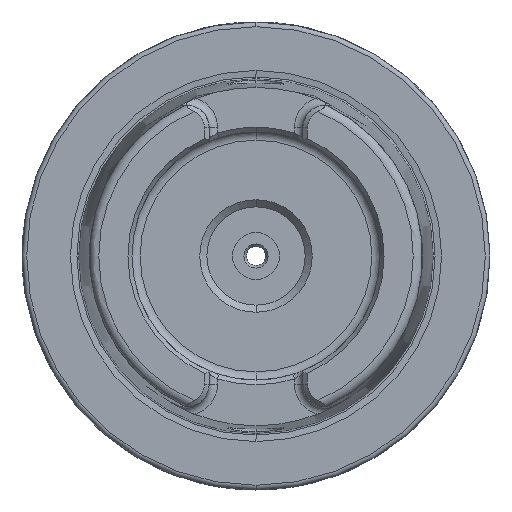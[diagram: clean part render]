
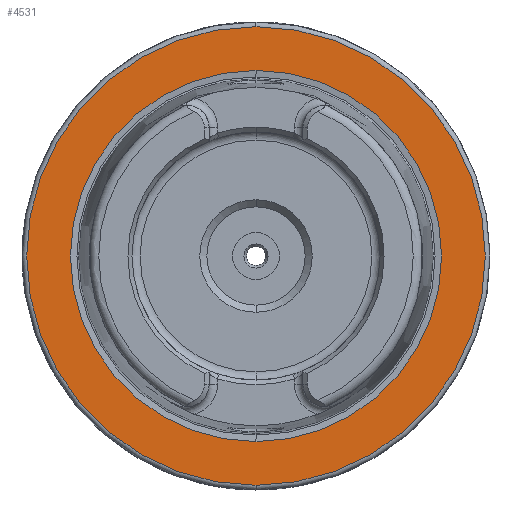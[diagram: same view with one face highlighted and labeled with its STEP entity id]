
A CAD part, left-side view. The second image highlights one B-rep face of the part: STEP entity #4531.
In plain terms, the highlighted planar face has unit normal (-1, 0, 0).
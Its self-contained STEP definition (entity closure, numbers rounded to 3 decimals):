
#43 = CIRCLE ( 'NONE', #6786, 39.647 ) ;
#214 = DIRECTION ( 'NONE',  ( 0., 0., -1. ) ) ;
#369 = DIRECTION ( 'NONE',  ( 1., 0., 0. ) ) ;
#1123 = CARTESIAN_POINT ( 'NONE',  ( 0.05, 39.647, 0. ) ) ;
#1219 = CARTESIAN_POINT ( 'NONE',  ( 0.05, 0., -39.647 ) ) ;
#1249 = AXIS2_PLACEMENT_3D ( 'NONE', #5755, #1901, #6374 ) ;
#1355 = VERTEX_POINT ( 'NONE', #3466 ) ;
#1887 = ORIENTED_EDGE ( 'NONE', *, *, #7745, .F. ) ;
#1901 = DIRECTION ( 'NONE',  ( 1., 0., 0. ) ) ;
#1950 = CARTESIAN_POINT ( 'NONE',  ( 0.05, 0., 0. ) ) ;
#2064 = VERTEX_POINT ( 'NONE', #1219 ) ;
#2364 = EDGE_LOOP ( 'NONE', ( #2646, #6212 ) ) ;
#2597 = DIRECTION ( 'NONE',  ( 0., 0., -1. ) ) ;
#2646 = ORIENTED_EDGE ( 'NONE', *, *, #3462, .T. ) ;
#2772 = CIRCLE ( 'NONE', #1249, 49. ) ;
#3039 = PLANE ( 'NONE',  #7795 ) ;
#3291 = VERTEX_POINT ( 'NONE', #6314 ) ;
#3338 = EDGE_CURVE ( 'NONE', #6303, #3291, #2772, .T. ) ;
#3462 = EDGE_CURVE ( 'NONE', #1355, #2064, #7439, .T. ) ;
#3466 = CARTESIAN_POINT ( 'NONE',  ( 0.05, 0., 39.647 ) ) ;
#3630 = EDGE_CURVE ( 'NONE', #2064, #1355, #43, .T. ) ;
#3681 = DIRECTION ( 'NONE',  ( -1., 0., 0. ) ) ;
#3698 = EDGE_LOOP ( 'NONE', ( #8061, #1887 ) ) ;
#3807 = AXIS2_PLACEMENT_3D ( 'NONE', #7837, #4045, #214 ) ;
#4045 = DIRECTION ( 'NONE',  ( 1., 0., 0. ) ) ;
#4205 = CARTESIAN_POINT ( 'NONE',  ( 0.05, 0., 0. ) ) ;
#4531 = ADVANCED_FACE ( 'NONE', ( #7300, #5246 ), #3039, .T. ) ;
#4843 = DIRECTION ( 'NONE',  ( 0., 0., -1. ) ) ;
#5246 = FACE_OUTER_BOUND ( 'NONE', #3698, .T. ) ;
#5570 = AXIS2_PLACEMENT_3D ( 'NONE', #1950, #6415, #2597 ) ;
#5755 = CARTESIAN_POINT ( 'NONE',  ( 0.05, 0., 0. ) ) ;
#6212 = ORIENTED_EDGE ( 'NONE', *, *, #3630, .T. ) ;
#6303 = VERTEX_POINT ( 'NONE', #7280 ) ;
#6314 = CARTESIAN_POINT ( 'NONE',  ( 0.05, 0., 49. ) ) ;
#6374 = DIRECTION ( 'NONE',  ( 0., 0., -1. ) ) ;
#6415 = DIRECTION ( 'NONE',  ( 1., 0., 0. ) ) ;
#6786 = AXIS2_PLACEMENT_3D ( 'NONE', #4205, #369, #4843 ) ;
#6891 = CIRCLE ( 'NONE', #5570, 49. ) ;
#7280 = CARTESIAN_POINT ( 'NONE',  ( 0.05, 0., -49. ) ) ;
#7300 = FACE_BOUND ( 'NONE', #2364, .T. ) ;
#7439 = CIRCLE ( 'NONE', #3807, 39.647 ) ;
#7745 = EDGE_CURVE ( 'NONE', #3291, #6303, #6891, .T. ) ;
#7795 = AXIS2_PLACEMENT_3D ( 'NONE', #1123, #3681, #8115 ) ;
#7837 = CARTESIAN_POINT ( 'NONE',  ( 0.05, 0., 0. ) ) ;
#8061 = ORIENTED_EDGE ( 'NONE', *, *, #3338, .F. ) ;
#8115 = DIRECTION ( 'NONE',  ( 0., 0., 1. ) ) ;
